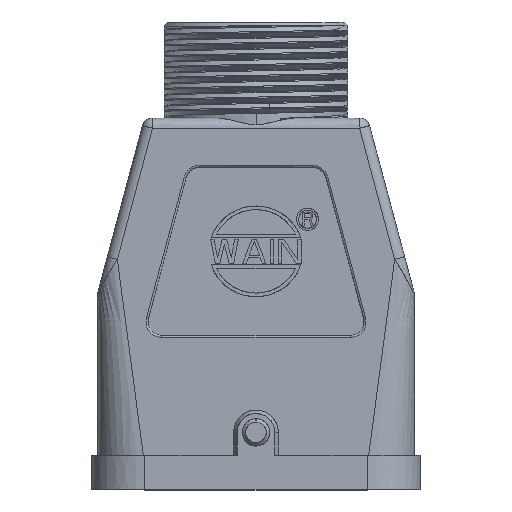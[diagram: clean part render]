
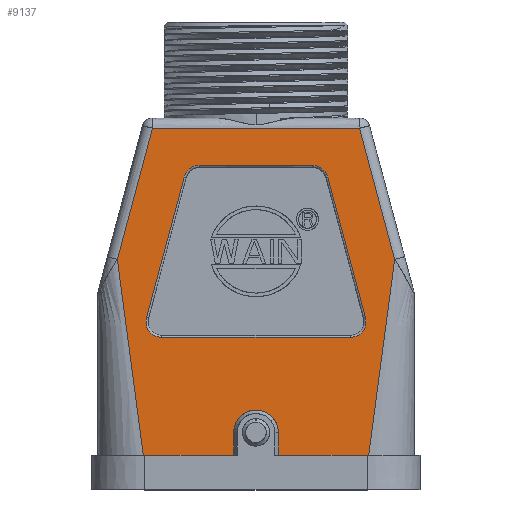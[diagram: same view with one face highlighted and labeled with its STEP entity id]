
A CAD part, top view. The second image highlights one B-rep face of the part: STEP entity #9137.
In plain terms, the highlighted planar face has unit normal (0, 0, 1).
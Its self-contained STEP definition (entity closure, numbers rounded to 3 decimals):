
#9137=ADVANCED_FACE('',(#14503,#14504),#10007,.T.);
#10007=PLANE('',#32138);
#10638=LINE('',#36780,#12583);
#10639=LINE('',#36800,#12584);
#10640=LINE('',#36818,#12585);
#10641=LINE('',#36821,#12586);
#10642=LINE('',#36833,#12587);
#10643=LINE('',#36845,#12588);
#10644=LINE('',#36847,#12589);
#12583=VECTOR('',#32879,1.);
#12584=VECTOR('',#32880,1.);
#12585=VECTOR('',#32881,1.);
#12586=VECTOR('',#32882,1.);
#12587=VECTOR('',#32883,1.);
#12588=VECTOR('',#32884,1.);
#12589=VECTOR('',#32885,1.);
#14503=FACE_BOUND('',#14585,.T.);
#14504=FACE_BOUND('',#14586,.T.);
#14585=EDGE_LOOP('',(#15552,#15553,#15554,#15555,#15556,#15557,#15558,#15559));
#14586=EDGE_LOOP('',(#15560,#15561,#15562,#15563,#15564,#15565,#15566,#15567,
#15568,#15569));
#15552=ORIENTED_EDGE('',*,*,#24904,.T.);
#15553=ORIENTED_EDGE('',*,*,#24905,.T.);
#15554=ORIENTED_EDGE('',*,*,#24906,.T.);
#15555=ORIENTED_EDGE('',*,*,#24907,.T.);
#15556=ORIENTED_EDGE('',*,*,#24908,.T.);
#15557=ORIENTED_EDGE('',*,*,#24909,.T.);
#15558=ORIENTED_EDGE('',*,*,#24910,.T.);
#15559=ORIENTED_EDGE('',*,*,#24911,.T.);
#15560=ORIENTED_EDGE('',*,*,#24912,.T.);
#15561=ORIENTED_EDGE('',*,*,#24913,.T.);
#15562=ORIENTED_EDGE('',*,*,#24914,.T.);
#15563=ORIENTED_EDGE('',*,*,#24915,.T.);
#15564=ORIENTED_EDGE('',*,*,#24916,.T.);
#15565=ORIENTED_EDGE('',*,*,#24917,.T.);
#15566=ORIENTED_EDGE('',*,*,#24918,.T.);
#15567=ORIENTED_EDGE('',*,*,#24919,.T.);
#15568=ORIENTED_EDGE('',*,*,#24920,.T.);
#15569=ORIENTED_EDGE('',*,*,#24921,.T.);
#20228=VERTEX_POINT('',#36781);
#20229=VERTEX_POINT('',#36782);
#20230=VERTEX_POINT('',#36789);
#20231=VERTEX_POINT('',#36794);
#20232=VERTEX_POINT('',#36799);
#20233=VERTEX_POINT('',#36801);
#20234=VERTEX_POINT('',#36806);
#20235=VERTEX_POINT('',#36811);
#20236=VERTEX_POINT('',#36819);
#20237=VERTEX_POINT('',#36820);
#20238=VERTEX_POINT('',#36822);
#20239=VERTEX_POINT('',#36827);
#20240=VERTEX_POINT('',#36832);
#20241=VERTEX_POINT('',#36834);
#20242=VERTEX_POINT('',#36839);
#20243=VERTEX_POINT('',#36844);
#20244=VERTEX_POINT('',#36846);
#20245=VERTEX_POINT('',#36848);
#24904=EDGE_CURVE('',#20228,#20229,#10638,.T.);
#24905=EDGE_CURVE('',#20229,#20230,#29553,.T.);
#24906=EDGE_CURVE('',#20230,#20231,#29554,.T.);
#24907=EDGE_CURVE('',#20231,#20232,#29555,.T.);
#24908=EDGE_CURVE('',#20232,#20233,#10639,.T.);
#24909=EDGE_CURVE('',#20233,#20234,#29556,.T.);
#24910=EDGE_CURVE('',#20234,#20235,#29557,.T.);
#24911=EDGE_CURVE('',#20235,#20228,#29558,.T.);
#24912=EDGE_CURVE('',#20236,#20237,#10640,.T.);
#24913=EDGE_CURVE('',#20237,#20238,#10641,.T.);
#24914=EDGE_CURVE('',#20238,#20239,#29559,.T.);
#24915=EDGE_CURVE('',#20239,#20240,#29560,.T.);
#24916=EDGE_CURVE('',#20240,#20241,#10642,.T.);
#24917=EDGE_CURVE('',#20241,#20242,#29561,.T.);
#24918=EDGE_CURVE('',#20242,#20243,#29562,.T.);
#24919=EDGE_CURVE('',#20243,#20244,#10643,.T.);
#24920=EDGE_CURVE('',#20244,#20245,#10644,.T.);
#24921=EDGE_CURVE('',#20245,#20236,#29563,.T.);
#29553=B_SPLINE_CURVE_WITH_KNOTS('',3,(#36783,#36784,#36785,#36786,#36787,
#36788),.UNSPECIFIED.,.F.,.F.,(4,2,4),(0.,0.5,1.),.UNSPECIFIED.);
#29554=B_SPLINE_CURVE_WITH_KNOTS('',3,(#36790,#36791,#36792,#36793),
 .UNSPECIFIED.,.F.,.F.,(4,4),(0.,1.),.UNSPECIFIED.);
#29555=B_SPLINE_CURVE_WITH_KNOTS('',3,(#36795,#36796,#36797,#36798),
 .UNSPECIFIED.,.F.,.F.,(4,4),(0.,1.),.UNSPECIFIED.);
#29556=B_SPLINE_CURVE_WITH_KNOTS('',3,(#36802,#36803,#36804,#36805),
 .UNSPECIFIED.,.F.,.F.,(4,4),(0.,1.),.UNSPECIFIED.);
#29557=B_SPLINE_CURVE_WITH_KNOTS('',3,(#36807,#36808,#36809,#36810),
 .UNSPECIFIED.,.F.,.F.,(4,4),(0.,1.),.UNSPECIFIED.);
#29558=B_SPLINE_CURVE_WITH_KNOTS('',3,(#36812,#36813,#36814,#36815,#36816,
#36817),.UNSPECIFIED.,.F.,.F.,(4,2,4),(0.,0.5,1.),.UNSPECIFIED.);
#29559=B_SPLINE_CURVE_WITH_KNOTS('',3,(#36823,#36824,#36825,#36826),
 .UNSPECIFIED.,.F.,.F.,(4,4),(0.,1.),.UNSPECIFIED.);
#29560=B_SPLINE_CURVE_WITH_KNOTS('',3,(#36828,#36829,#36830,#36831),
 .UNSPECIFIED.,.F.,.F.,(4,4),(0.,1.),.UNSPECIFIED.);
#29561=B_SPLINE_CURVE_WITH_KNOTS('',3,(#36835,#36836,#36837,#36838),
 .UNSPECIFIED.,.F.,.F.,(4,4),(0.,1.),.UNSPECIFIED.);
#29562=B_SPLINE_CURVE_WITH_KNOTS('',3,(#36840,#36841,#36842,#36843),
 .UNSPECIFIED.,.F.,.F.,(4,4),(0.,1.),.UNSPECIFIED.);
#29563=B_SPLINE_CURVE_WITH_KNOTS('',3,(#36849,#36850,#36851,#36852,#36853,
#36854,#36855,#36856,#36857,#36858),.UNSPECIFIED.,.F.,.F.,(4,2,2,2,4),(0.,
0.25,0.5,0.75,1.),.UNSPECIFIED.);
#32138=AXIS2_PLACEMENT_3D('',#36859,#32886,#32887);
#32879=DIRECTION('',(-1.,0.,0.));
#32880=DIRECTION('',(1.,0.,0.));
#32881=DIRECTION('',(0.,-1.,0.));
#32882=DIRECTION('',(1.,0.,0.));
#32883=DIRECTION('',(-1.,0.,0.));
#32884=DIRECTION('',(1.,0.,0.));
#32885=DIRECTION('',(0.,1.,0.));
#32886=DIRECTION('',(0.,0.,1.));
#32887=DIRECTION('',(1.,0.,0.));
#36780=CARTESIAN_POINT('',(0.,22.2,13.425));
#36781=CARTESIAN_POINT('',(13.743,22.2,13.425));
#36782=CARTESIAN_POINT('',(-13.743,22.2,13.425));
#36783=CARTESIAN_POINT('',(-13.743,22.2,13.425));
#36784=CARTESIAN_POINT('',(-14.451,22.201,13.425));
#36785=CARTESIAN_POINT('',(-15.13,22.531,13.425));
#36786=CARTESIAN_POINT('',(-16.004,23.669,13.425));
#36787=CARTESIAN_POINT('',(-16.149,24.404,13.425));
#36788=CARTESIAN_POINT('',(-15.965,25.095,13.425));
#36789=CARTESIAN_POINT('',(-15.965,25.095,13.425));
#36790=CARTESIAN_POINT('',(-15.965,25.095,13.425));
#36791=CARTESIAN_POINT('',(-14.134,31.929,13.425));
#36792=CARTESIAN_POINT('',(-12.303,38.762,13.425));
#36793=CARTESIAN_POINT('',(-10.472,45.595,13.425));
#36794=CARTESIAN_POINT('',(-10.472,45.595,13.425));
#36795=CARTESIAN_POINT('',(-10.472,45.595,13.425));
#36796=CARTESIAN_POINT('',(-10.208,46.572,13.425));
#36797=CARTESIAN_POINT('',(-9.268,47.298,13.425));
#36798=CARTESIAN_POINT('',(-8.25,47.3,13.425));
#36799=CARTESIAN_POINT('',(-8.25,47.3,13.425));
#36800=CARTESIAN_POINT('',(0.,47.3,13.425));
#36801=CARTESIAN_POINT('',(8.25,47.3,13.425));
#36802=CARTESIAN_POINT('',(8.25,47.3,13.425));
#36803=CARTESIAN_POINT('',(9.261,47.298,13.425));
#36804=CARTESIAN_POINT('',(10.206,46.578,13.425));
#36805=CARTESIAN_POINT('',(10.472,45.595,13.425));
#36806=CARTESIAN_POINT('',(10.472,45.595,13.425));
#36807=CARTESIAN_POINT('',(10.472,45.595,13.425));
#36808=CARTESIAN_POINT('',(12.303,38.762,13.425));
#36809=CARTESIAN_POINT('',(14.134,31.929,13.425));
#36810=CARTESIAN_POINT('',(15.965,25.095,13.425));
#36811=CARTESIAN_POINT('',(15.965,25.095,13.425));
#36812=CARTESIAN_POINT('',(15.965,25.095,13.425));
#36813=CARTESIAN_POINT('',(16.147,24.411,13.425));
#36814=CARTESIAN_POINT('',(16.004,23.67,13.425));
#36815=CARTESIAN_POINT('',(15.131,22.531,13.425));
#36816=CARTESIAN_POINT('',(14.458,22.201,13.425));
#36817=CARTESIAN_POINT('',(13.743,22.2,13.425));
#36818=CARTESIAN_POINT('',(3.25,28.85,13.425));
#36819=CARTESIAN_POINT('',(3.25,8.35,13.425));
#36820=CARTESIAN_POINT('',(3.25,5.,13.425));
#36821=CARTESIAN_POINT('',(0.,5.,13.425));
#36822=CARTESIAN_POINT('',(16.425,5.,13.425));
#36823=CARTESIAN_POINT('',(16.425,5.,13.425));
#36824=CARTESIAN_POINT('',(17.69,14.529,13.425));
#36825=CARTESIAN_POINT('',(18.955,24.059,13.425));
#36826=CARTESIAN_POINT('',(20.22,33.588,13.425));
#36827=CARTESIAN_POINT('',(20.22,33.588,13.425));
#36828=CARTESIAN_POINT('',(20.22,33.588,13.425));
#36829=CARTESIAN_POINT('',(18.513,39.959,13.425));
#36830=CARTESIAN_POINT('',(16.806,46.329,13.425));
#36831=CARTESIAN_POINT('',(15.099,52.7,13.425));
#36832=CARTESIAN_POINT('',(15.099,52.7,13.425));
#36833=CARTESIAN_POINT('',(0.,52.7,13.425));
#36834=CARTESIAN_POINT('',(-15.099,52.7,13.425));
#36835=CARTESIAN_POINT('',(-15.099,52.7,13.425));
#36836=CARTESIAN_POINT('',(-16.806,46.329,13.425));
#36837=CARTESIAN_POINT('',(-18.513,39.959,13.425));
#36838=CARTESIAN_POINT('',(-20.22,33.588,13.425));
#36839=CARTESIAN_POINT('',(-20.22,33.588,13.425));
#36840=CARTESIAN_POINT('',(-20.22,33.588,13.425));
#36841=CARTESIAN_POINT('',(-18.955,24.059,13.425));
#36842=CARTESIAN_POINT('',(-17.69,14.529,13.425));
#36843=CARTESIAN_POINT('',(-16.425,5.,13.425));
#36844=CARTESIAN_POINT('',(-16.425,5.,13.425));
#36845=CARTESIAN_POINT('',(0.,5.,13.425));
#36846=CARTESIAN_POINT('',(-3.25,5.,13.425));
#36847=CARTESIAN_POINT('',(-3.25,28.85,13.425));
#36848=CARTESIAN_POINT('',(-3.25,8.35,13.425));
#36849=CARTESIAN_POINT('',(-3.25,8.35,13.425));
#36850=CARTESIAN_POINT('',(-3.25,9.201,13.425));
#36851=CARTESIAN_POINT('',(-2.911,10.033,13.425));
#36852=CARTESIAN_POINT('',(-1.693,11.255,13.425));
#36853=CARTESIAN_POINT('',(-0.862,11.6,13.425));
#36854=CARTESIAN_POINT('',(0.861,11.6,13.425));
#36855=CARTESIAN_POINT('',(1.692,11.256,13.425));
#36856=CARTESIAN_POINT('',(2.911,10.034,13.425));
#36857=CARTESIAN_POINT('',(3.25,9.205,13.425));
#36858=CARTESIAN_POINT('',(3.25,8.35,13.425));
#36859=CARTESIAN_POINT('',(-21.029,4.046,13.425));
